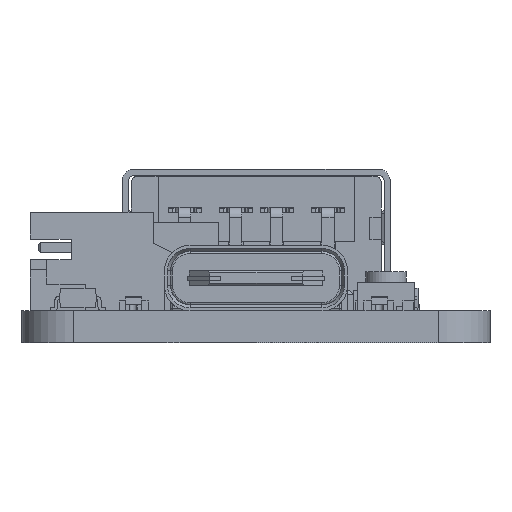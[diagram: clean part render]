
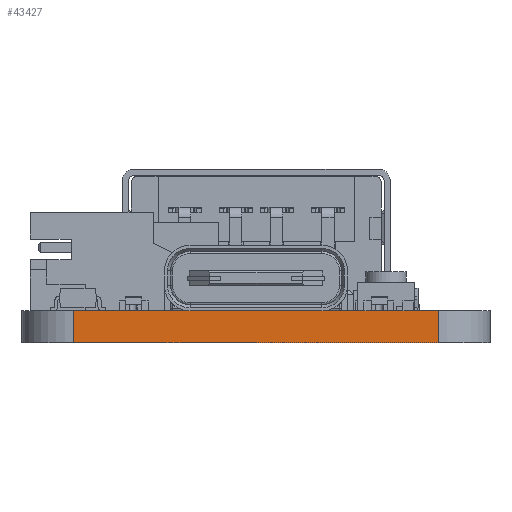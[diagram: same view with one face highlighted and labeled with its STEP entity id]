
A CAD part, left-side view. The second image highlights one B-rep face of the part: STEP entity #43427.
In plain terms, the highlighted planar face has unit normal (-1, 0, 0).
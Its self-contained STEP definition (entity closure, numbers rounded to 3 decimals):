
#1067=PLANE('',#46416);
#2869=FACE_OUTER_BOUND('',#5227,.T.);
#5227=EDGE_LOOP('',(#29783,#29784,#29785,#29786));
#8001=LINE('',#62765,#12871);
#8002=LINE('',#62767,#12872);
#8003=LINE('',#62769,#12873);
#8004=LINE('',#62770,#12874);
#12871=VECTOR('',#50780,10.);
#12872=VECTOR('',#50781,10.);
#12873=VECTOR('',#50782,10.);
#12874=VECTOR('',#50783,10.);
#19117=VERTEX_POINT('',#62763);
#19118=VERTEX_POINT('',#62764);
#19119=VERTEX_POINT('',#62766);
#19120=VERTEX_POINT('',#62768);
#23343=EDGE_CURVE('',#19117,#19118,#8001,.T.);
#23344=EDGE_CURVE('',#19118,#19119,#8002,.T.);
#23345=EDGE_CURVE('',#19120,#19119,#8003,.T.);
#23346=EDGE_CURVE('',#19117,#19120,#8004,.T.);
#29783=ORIENTED_EDGE('',*,*,#23343,.T.);
#29784=ORIENTED_EDGE('',*,*,#23344,.T.);
#29785=ORIENTED_EDGE('',*,*,#23345,.F.);
#29786=ORIENTED_EDGE('',*,*,#23346,.F.);
#43427=ADVANCED_FACE('',(#2869),#1067,.T.);
#46416=AXIS2_PLACEMENT_3D('',#62762,#50778,#50779);
#50778=DIRECTION('center_axis',(-1.,0.,0.));
#50779=DIRECTION('ref_axis',(0.,-1.,0.));
#50780=DIRECTION('',(0.,-1.,0.));
#50781=DIRECTION('',(0.,0.,1.));
#50782=DIRECTION('',(0.,-1.,0.));
#50783=DIRECTION('',(0.,0.,1.));
#62762=CARTESIAN_POINT('Origin',(0.,20.32,0.));
#62763=CARTESIAN_POINT('',(0.,20.32,0.));
#62764=CARTESIAN_POINT('',(0.,2.54,0.));
#62765=CARTESIAN_POINT('',(0.,20.32,0.));
#62766=CARTESIAN_POINT('',(0.,2.54,1.57));
#62767=CARTESIAN_POINT('',(0.,2.54,0.));
#62768=CARTESIAN_POINT('',(0.,20.32,1.57));
#62769=CARTESIAN_POINT('',(0.,20.32,1.57));
#62770=CARTESIAN_POINT('',(0.,20.32,0.));
